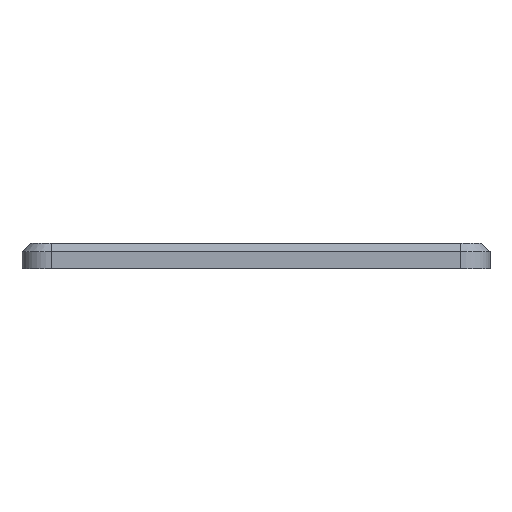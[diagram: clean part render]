
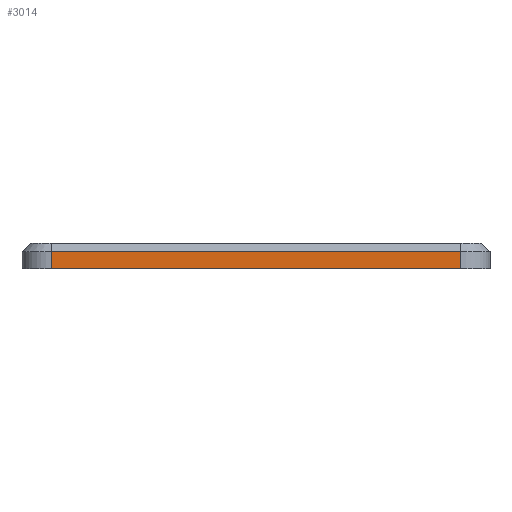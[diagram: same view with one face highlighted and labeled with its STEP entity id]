
A CAD part, left-side view. The second image highlights one B-rep face of the part: STEP entity #3014.
In plain terms, the highlighted planar face has unit normal (-1, 0, 0).
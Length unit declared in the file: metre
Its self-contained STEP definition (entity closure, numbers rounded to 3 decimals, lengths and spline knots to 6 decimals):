
#280=LINE('',#4540,#536);
#314=LINE('',#4610,#570);
#315=LINE('',#4612,#571);
#316=LINE('',#4614,#572);
#536=VECTOR('',#3556,1.);
#570=VECTOR('',#3608,1.);
#571=VECTOR('',#3609,1.);
#572=VECTOR('',#3610,1.);
#956=ORIENTED_EDGE('',*,*,#1875,.T.);
#957=ORIENTED_EDGE('',*,*,#1876,.T.);
#958=ORIENTED_EDGE('',*,*,#1877,.T.);
#959=ORIENTED_EDGE('',*,*,#1835,.F.);
#1835=EDGE_CURVE('',#2298,#2299,#280,.T.);
#1875=EDGE_CURVE('',#2298,#2326,#314,.F.);
#1876=EDGE_CURVE('',#2326,#2327,#315,.T.);
#1877=EDGE_CURVE('',#2327,#2299,#316,.T.);
#2298=VERTEX_POINT('',#4539);
#2299=VERTEX_POINT('',#4541);
#2326=VERTEX_POINT('',#4611);
#2327=VERTEX_POINT('',#4613);
#2587=EDGE_LOOP('',(#956,#957,#958,#959));
#2777=FACE_BOUND('',#2587,.T.);
#2957=PLANE('',#3250);
#3014=ADVANCED_FACE('',(#2777),#2957,.T.);
#3250=AXIS2_PLACEMENT_3D('',#4609,#3606,#3607);
#3556=DIRECTION('',(0.,1.,0.));
#3606=DIRECTION('',(-1.,0.,0.));
#3607=DIRECTION('',(0.,0.,1.));
#3608=DIRECTION('',(0.,0.,-1.));
#3609=DIRECTION('',(0.,1.,0.));
#3610=DIRECTION('',(0.,0.,-1.));
#4539=CARTESIAN_POINT('',(-0.005155,-0.001572,0.021));
#4540=CARTESIAN_POINT('',(-0.005155,0.02235,0.021));
#4541=CARTESIAN_POINT('',(-0.005155,0.046272,0.021));
#4609=CARTESIAN_POINT('',(-0.005155,0.02235,0.024));
#4610=CARTESIAN_POINT('',(-0.005155,-0.001572,0.024));
#4611=CARTESIAN_POINT('',(-0.005155,-0.001572,0.023));
#4612=CARTESIAN_POINT('',(-0.005155,0.02235,0.023));
#4613=CARTESIAN_POINT('',(-0.005155,0.046272,0.023));
#4614=CARTESIAN_POINT('',(-0.005155,0.046272,0.024));
